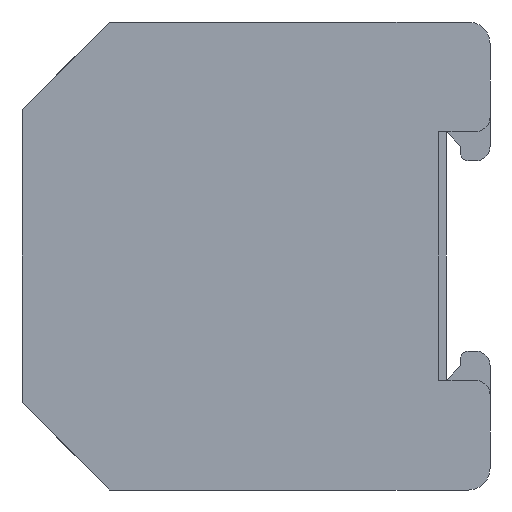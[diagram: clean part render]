
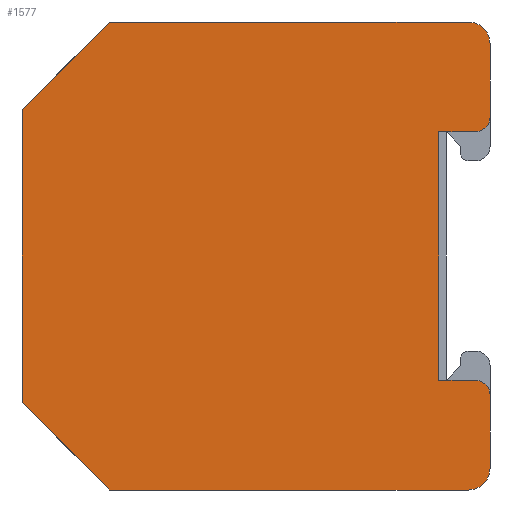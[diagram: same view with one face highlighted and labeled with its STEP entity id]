
A CAD part, left-side view. The second image highlights one B-rep face of the part: STEP entity #1577.
In plain terms, the highlighted planar face has unit normal (-1, 0, 0).
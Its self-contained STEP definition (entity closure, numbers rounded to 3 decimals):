
#2=DIRECTION('',(0.,1.,0.));
#3=VECTOR('',#2,24.5);
#4=CARTESIAN_POINT('',(-3.5,-1.5,-16.));
#5=LINE('',#4,#3);
#6=DIRECTION('',(0.,-0.707,-0.707));
#7=VECTOR('',#6,8.485);
#8=CARTESIAN_POINT('',(-3.5,29.,-10.));
#9=LINE('',#8,#7);
#10=DIRECTION('',(0.,0.,1.));
#11=VECTOR('',#10,20.);
#12=CARTESIAN_POINT('',(-3.5,29.,-10.));
#13=LINE('',#12,#11);
#14=DIRECTION('',(0.,0.707,-0.707));
#15=VECTOR('',#14,8.485);
#16=CARTESIAN_POINT('',(-3.5,23.,16.));
#17=LINE('',#16,#15);
#18=DIRECTION('',(0.,-1.,0.));
#19=VECTOR('',#18,24.5);
#20=CARTESIAN_POINT('',(-3.5,23.,16.));
#21=LINE('',#20,#19);
#22=DIRECTION('',(0.,0.,-1.));
#23=VECTOR('',#22,5.);
#24=CARTESIAN_POINT('',(-3.5,-3.,14.5));
#25=LINE('',#24,#23);
#26=DIRECTION('',(0.,1.,0.));
#27=VECTOR('',#26,2.5);
#28=CARTESIAN_POINT('',(-3.5,-2.,8.5));
#29=LINE('',#28,#27);
#30=DIRECTION('',(0.,0.,1.));
#31=VECTOR('',#30,17.);
#32=CARTESIAN_POINT('',(-3.5,0.5,-8.5));
#33=LINE('',#32,#31);
#34=DIRECTION('',(0.,1.,0.));
#35=VECTOR('',#34,2.5);
#36=CARTESIAN_POINT('',(-3.5,-2.,-8.5));
#37=LINE('',#36,#35);
#38=DIRECTION('',(0.,0.,-1.));
#39=VECTOR('',#38,5.);
#40=CARTESIAN_POINT('',(-3.5,-3.,-9.5));
#41=LINE('',#40,#39);
#55=CARTESIAN_POINT('',(-3.5,-1.5,-14.5));
#56=DIRECTION('',(-1.,0.,0.));
#57=DIRECTION('',(0.,0.,-1.));
#58=AXIS2_PLACEMENT_3D('',#55,#56,#57);
#73=CARTESIAN_POINT('',(-3.5,-1.5,14.5));
#74=DIRECTION('',(-1.,0.,0.));
#75=DIRECTION('',(0.,-1.,0.));
#76=AXIS2_PLACEMENT_3D('',#73,#74,#75);
#737=CARTESIAN_POINT('',(-3.5,-2.,-9.5));
#738=DIRECTION('',(-1.,0.,0.));
#739=DIRECTION('',(0.,-1.,0.));
#740=AXIS2_PLACEMENT_3D('',#737,#738,#739);
#759=CARTESIAN_POINT('',(-3.5,-2.,9.5));
#760=DIRECTION('',(-1.,0.,0.));
#761=DIRECTION('',(0.,0.,-1.));
#762=AXIS2_PLACEMENT_3D('',#759,#760,#761);
#1182=CARTESIAN_POINT('',(-3.5,29.,-10.));
#1183=CARTESIAN_POINT('',(-3.5,23.,-16.));
#1184=VERTEX_POINT('',#1182);
#1185=VERTEX_POINT('',#1183);
#1186=CARTESIAN_POINT('',(-3.5,23.,16.));
#1187=CARTESIAN_POINT('',(-3.5,29.,10.));
#1188=VERTEX_POINT('',#1186);
#1189=VERTEX_POINT('',#1187);
#1190=CARTESIAN_POINT('',(-3.5,0.5,-8.5));
#1191=CARTESIAN_POINT('',(-3.5,0.5,8.5));
#1192=VERTEX_POINT('',#1190);
#1193=VERTEX_POINT('',#1191);
#1290=CARTESIAN_POINT('',(-3.5,-3.,-9.5));
#1291=CARTESIAN_POINT('',(-3.5,-2.,-8.5));
#1292=VERTEX_POINT('',#1290);
#1293=VERTEX_POINT('',#1291);
#1294=CARTESIAN_POINT('',(-3.5,-2.,8.5));
#1295=CARTESIAN_POINT('',(-3.5,-3.,9.5));
#1296=VERTEX_POINT('',#1294);
#1297=VERTEX_POINT('',#1295);
#1298=CARTESIAN_POINT('',(-3.5,-1.5,-16.));
#1299=CARTESIAN_POINT('',(-3.5,-3.,-14.5));
#1300=VERTEX_POINT('',#1298);
#1301=VERTEX_POINT('',#1299);
#1302=CARTESIAN_POINT('',(-3.5,-3.,14.5));
#1303=CARTESIAN_POINT('',(-3.5,-1.5,16.));
#1304=VERTEX_POINT('',#1302);
#1305=VERTEX_POINT('',#1303);
#1542=CARTESIAN_POINT('',(-3.5,29.,0.));
#1543=DIRECTION('',(1.,0.,0.));
#1544=DIRECTION('',(0.,0.,-1.));
#1545=AXIS2_PLACEMENT_3D('',#1542,#1543,#1544);
#1546=PLANE('',#1545);
#1548=ORIENTED_EDGE('',*,*,#1547,.F.);
#1550=ORIENTED_EDGE('',*,*,#1549,.T.);
#1552=ORIENTED_EDGE('',*,*,#1551,.F.);
#1554=ORIENTED_EDGE('',*,*,#1553,.T.);
#1556=ORIENTED_EDGE('',*,*,#1555,.F.);
#1558=ORIENTED_EDGE('',*,*,#1557,.T.);
#1560=ORIENTED_EDGE('',*,*,#1559,.F.);
#1562=ORIENTED_EDGE('',*,*,#1561,.T.);
#1564=ORIENTED_EDGE('',*,*,#1563,.F.);
#1566=ORIENTED_EDGE('',*,*,#1565,.T.);
#1568=ORIENTED_EDGE('',*,*,#1567,.F.);
#1570=ORIENTED_EDGE('',*,*,#1569,.F.);
#1572=ORIENTED_EDGE('',*,*,#1571,.F.);
#1574=ORIENTED_EDGE('',*,*,#1573,.T.);
#1575=EDGE_LOOP('',(#1548,#1550,#1552,#1554,#1556,#1558,#1560,#1562,#1564,#1566,
#1568,#1570,#1572,#1574));
#1576=FACE_OUTER_BOUND('',#1575,.F.);
#1577=ADVANCED_FACE('',(#1576),#1546,.F.);
#59=CIRCLE('',#58,1.5);
#77=CIRCLE('',#76,1.5);
#741=CIRCLE('',#740,1.);
#763=CIRCLE('',#762,1.);
#1547=EDGE_CURVE('',#1300,#1301,#59,.T.);
#1549=EDGE_CURVE('',#1300,#1185,#5,.T.);
#1551=EDGE_CURVE('',#1184,#1185,#9,.T.);
#1553=EDGE_CURVE('',#1184,#1189,#13,.T.);
#1555=EDGE_CURVE('',#1188,#1189,#17,.T.);
#1557=EDGE_CURVE('',#1188,#1305,#21,.T.);
#1559=EDGE_CURVE('',#1304,#1305,#77,.T.);
#1561=EDGE_CURVE('',#1304,#1297,#25,.T.);
#1563=EDGE_CURVE('',#1296,#1297,#763,.T.);
#1565=EDGE_CURVE('',#1296,#1193,#29,.T.);
#1567=EDGE_CURVE('',#1192,#1193,#33,.T.);
#1569=EDGE_CURVE('',#1293,#1192,#37,.T.);
#1571=EDGE_CURVE('',#1292,#1293,#741,.T.);
#1573=EDGE_CURVE('',#1292,#1301,#41,.T.);
